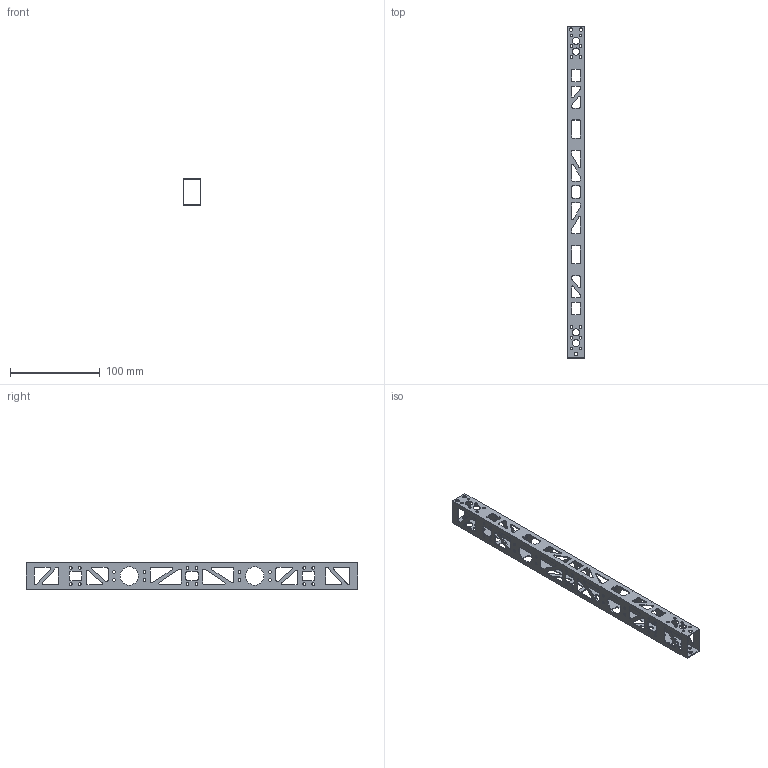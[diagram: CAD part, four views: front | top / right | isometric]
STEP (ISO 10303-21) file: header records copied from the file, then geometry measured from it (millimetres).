
FILE_DESCRIPTION(/* description */ (''),/* implementation_level */ '2;1');
FILE_NAME(/* name */ '',/* time_stamp */ '2024-09-26T12:31:27+08:00',/* author */ (''),/* organization */ (''),/* preprocessor_version */ 'ST-DEVELOPER v20',/* originating_system */ 'Autodesk Translation Framework v13.20.0.188',/* authorisation */ '');
FILE_SCHEMA (('AUTOMOTIVE_DESIGN { 1 0 10303 214 3 1 1 }'));
Length unit declared in the file: millimetre
Products named in the file (1): PP_A3020_1__frame_joint_纵
Bounding box: 20 x 370 x 30 mm (x, y, z)
Volume: 23705.2 mm3; surface area: 51815.1 mm2
Topology: 1 solids, 1 shells, 494 faces, 1476 edges, 984 vertices
Faces by surface type: plane 212, bspline 176, cylinder 106
Full cylindrical faces by diameter (mm): 3.1 x64, 4.1 x6, 8 x8, 20.5 x4
Entity records: 24439 total; most frequent: CARTESIAN_POINT 11897, ORIENTED_EDGE 2952, DIRECTION 1808, EDGE_CURVE 1476, VERTEX_POINT 984, EDGE_LOOP 772, LINE 746, VECTOR 746
